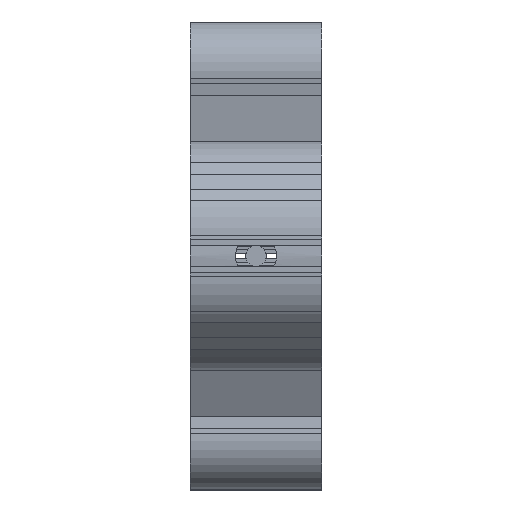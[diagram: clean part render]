
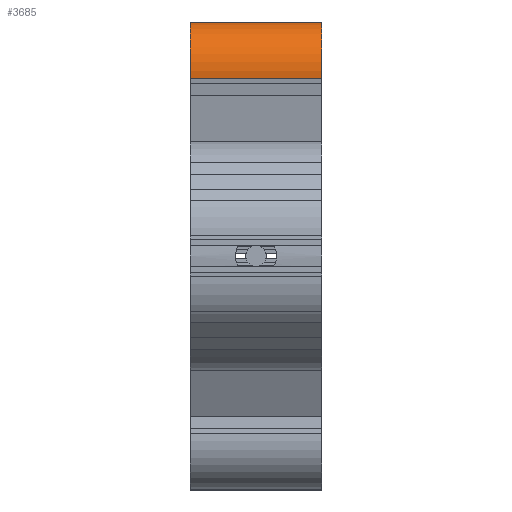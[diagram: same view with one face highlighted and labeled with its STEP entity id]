
A CAD part, left-side view. The second image highlights one B-rep face of the part: STEP entity #3685.
In plain terms, the highlighted cylindrical face has radius 1.17 mm (diameter 2.34 mm), a partial arc.
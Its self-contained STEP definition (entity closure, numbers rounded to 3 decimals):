
#289=LINE('',#6138,#648);
#290=LINE('',#6142,#649);
#648=VECTOR('',#4921,10.);
#649=VECTOR('',#4926,10.);
#838=CYLINDRICAL_SURFACE('',#4082,1.17);
#980=FACE_OUTER_BOUND('',#1186,.T.);
#1186=EDGE_LOOP('',(#2913,#2914,#2915,#2916));
#1362=CIRCLE('',#3991,1.17);
#1432=CIRCLE('',#4083,1.17);
#1610=VERTEX_POINT('',#5809);
#1611=VERTEX_POINT('',#5811);
#1752=VERTEX_POINT('',#6136);
#1753=VERTEX_POINT('',#6140);
#2035=EDGE_CURVE('',#1610,#1611,#1362,.T.);
#2199=EDGE_CURVE('',#1752,#1611,#289,.T.);
#2200=EDGE_CURVE('',#1753,#1752,#1432,.T.);
#2201=EDGE_CURVE('',#1753,#1610,#290,.T.);
#2913=ORIENTED_EDGE('',*,*,#2200,.T.);
#2914=ORIENTED_EDGE('',*,*,#2199,.T.);
#2915=ORIENTED_EDGE('',*,*,#2035,.F.);
#2916=ORIENTED_EDGE('',*,*,#2201,.F.);
#3685=ADVANCED_FACE('',(#980),#838,.T.);
#3991=AXIS2_PLACEMENT_3D('',#5812,#4645,#4646);
#4082=AXIS2_PLACEMENT_3D('',#6139,#4922,#4923);
#4083=AXIS2_PLACEMENT_3D('',#6141,#4924,#4925);
#4645=DIRECTION('center_axis',(0.,1.,0.));
#4646=DIRECTION('ref_axis',(1.,0.,0.));
#4921=DIRECTION('',(0.,1.,0.));
#4922=DIRECTION('center_axis',(0.,1.,0.));
#4923=DIRECTION('ref_axis',(-0.035,0.,0.999));
#4924=DIRECTION('center_axis',(0.,1.,0.));
#4925=DIRECTION('ref_axis',(1.,0.,0.));
#4926=DIRECTION('',(0.,1.,0.));
#5809=CARTESIAN_POINT('',(2.599,3.175,4.29));
#5811=CARTESIAN_POINT('',(4.913,3.175,4.37));
#5812=CARTESIAN_POINT('Origin',(3.75,3.175,4.5));
#6136=CARTESIAN_POINT('',(4.913,0.,4.37));
#6138=CARTESIAN_POINT('',(4.913,0.,4.37));
#6139=CARTESIAN_POINT('Origin',(3.75,0.,4.5));
#6140=CARTESIAN_POINT('',(2.599,0.,4.29));
#6141=CARTESIAN_POINT('Origin',(3.75,0.,4.5));
#6142=CARTESIAN_POINT('',(2.599,0.,4.29));
